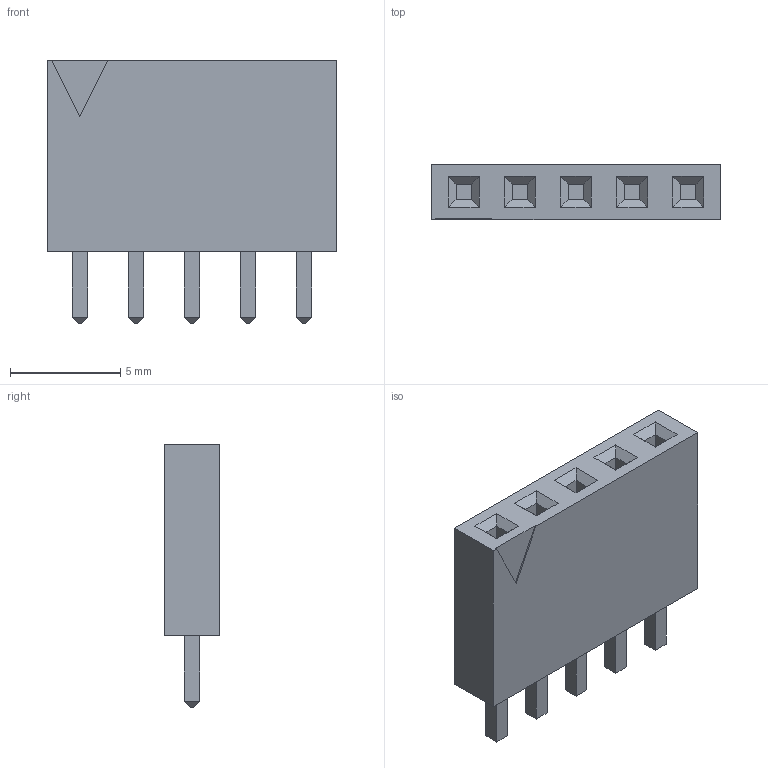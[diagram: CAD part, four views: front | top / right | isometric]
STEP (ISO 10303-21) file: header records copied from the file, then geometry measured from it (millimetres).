
FILE_DESCRIPTION(('FreeCAD Model'),'2;1');
FILE_NAME('632138.3.1.stp','2020-09-15T08:18:38',( 'Author'),(''),'Open CASCADE STEP processor 6.9','FreeCAD','Unknown' );
FILE_SCHEMA(('AUTOMOTIVE_DESIGN { 1 0 10303 214 1 1 1 1 }'));
Length unit declared in the file: millimetre
Products named in the file (3): ASSEMBLY; Body; LeadsArray
Assembly tree (2 placements, depth 2):
  ASSEMBLY
    Body
    LeadsArray
Bounding box: 13.1 x 2.5 x 11.9 mm (x, y, z)
Volume: 276.8 mm3; surface area: 502.2 mm2
Topology: 6 solids, 6 shells, 104 faces, 221 edges, 134 vertices
Faces by surface type: plane 104
Entity records: 5652 total; most frequent: CARTESIAN_POINT 904, DIRECTION 877, LINE 663, VECTOR 663, ORIENTED_EDGE 442, PCURVE 442, DEFINITIONAL_REPRESENTATION 442, EDGE_CURVE 221
